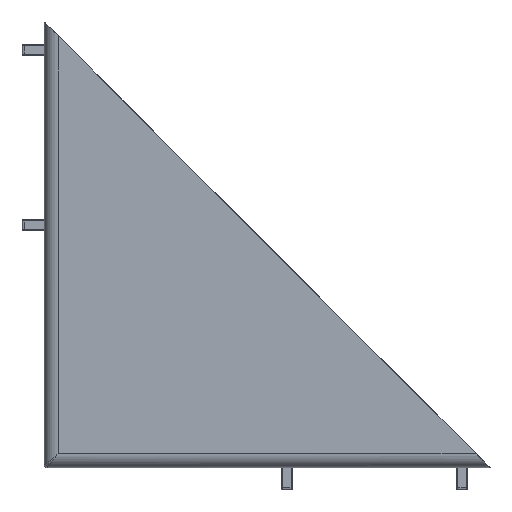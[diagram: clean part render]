
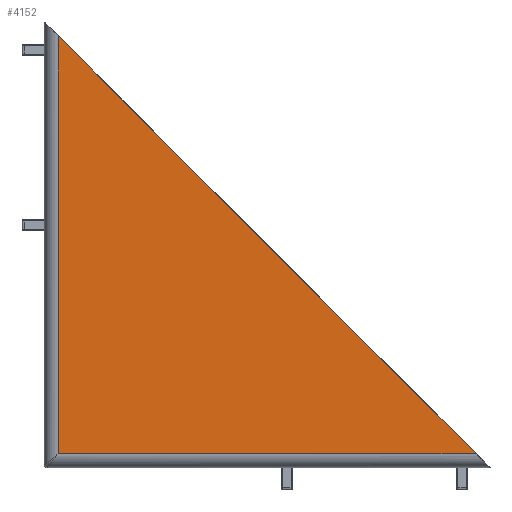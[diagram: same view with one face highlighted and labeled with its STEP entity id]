
A CAD part, left-side view. The second image highlights one B-rep face of the part: STEP entity #4152.
In plain terms, the highlighted planar face has unit normal (-1, 0, 0).
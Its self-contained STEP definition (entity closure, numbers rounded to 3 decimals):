
#167=CARTESIAN_POINT('',(-20.0,-2.5,2.5));
#168=VERTEX_POINT('',#167);
#1624=CARTESIAN_POINT('',(-20.0,-2.5,77.5));
#1625=VERTEX_POINT('',#1624);
#1633=CARTESIAN_POINT('',(-20.0,-77.5,2.5));
#1634=VERTEX_POINT('',#1633);
#1635=CARTESIAN_POINT('',(-20.0,-77.5,2.5));
#1636=DIRECTION('',(0.0,0.707,0.707));
#1637=VECTOR('',#1636,106.066);
#1638=LINE('',#1635,#1637);
#1639=EDGE_CURVE('',#1634,#1625,#1638,.T.);
#4125=CARTESIAN_POINT('',(-20.0,-2.5,2.5));
#4126=DIRECTION('',(0.0,0.0,1.0));
#4127=VECTOR('',#4126,75.);
#4128=LINE('',#4125,#4127);
#4129=EDGE_CURVE('',#168,#1625,#4128,.T.);
#4137=CARTESIAN_POINT('',(-20.0,-40.0,11.716));
#4138=DIRECTION('',(1.0,0.0,0.0));
#4139=DIRECTION('',(0.0,0.0,-1.0));
#4140=AXIS2_PLACEMENT_3D('',#4137,#4138,#4139);
#4141=PLANE('',#4140);
#4142=ORIENTED_EDGE('',*,*,#4129,.F.);
#4143=CARTESIAN_POINT('',(-20.0,-77.5,2.5));
#4144=DIRECTION('',(0.0,1.0,0.0));
#4145=VECTOR('',#4144,75.0);
#4146=LINE('',#4143,#4145);
#4147=EDGE_CURVE('',#1634,#168,#4146,.T.);
#4148=ORIENTED_EDGE('',*,*,#4147,.F.);
#4149=ORIENTED_EDGE('',*,*,#1639,.T.);
#4150=EDGE_LOOP('',(#4142,#4148,#4149));
#4151=FACE_OUTER_BOUND('',#4150,.T.);
#4152=ADVANCED_FACE('',(#4151),#4141,.F.);
